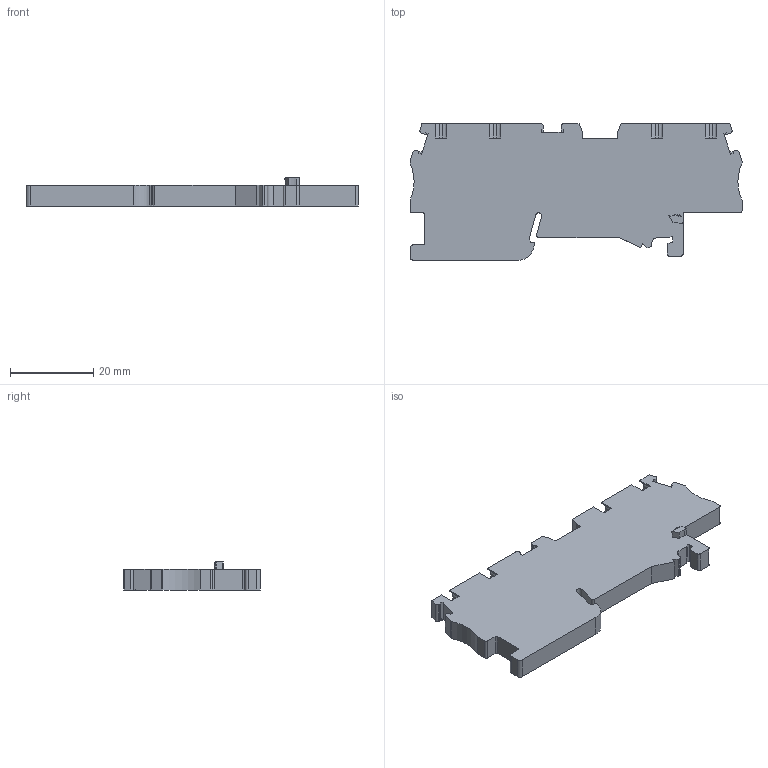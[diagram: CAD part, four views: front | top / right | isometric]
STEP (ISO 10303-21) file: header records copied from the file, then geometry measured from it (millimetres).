
FILE_DESCRIPTION(/* description */ ('Unknown'),/* implementation_level */ '2;1');
FILE_NAME(/* name */ 'DST2.5_2X2-NV',/* time_stamp */ '2025-03-17T11:52:04+05:00',/* author */ ('Unknown'),/* organization */ ('Unknown'),/* preprocessor_version */ 'ST-DEVELOPER v16.7',/* originating_system */ 'Solid Edge',/* authorisation */ 'Unknown');
FILE_SCHEMA (('AUTOMOTIVE_DESIGN {1 0 10303 214 3 1 1}'));
Length unit declared in the file: millimetre
Products named in the file (1): DST2.5_2X2-NV
Bounding box: 80 x 33 x 6.75 mm (x, y, z)
Volume: 10272.8 mm3; surface area: 6233.1 mm2
Topology: 1 solids, 1 shells, 177 faces, 541 edges, 370 vertices
Faces by surface type: plane 134, cylinder 30, cone 10, torus 3
Entity records: 7357 total; most frequent: CARTESIAN_POINT 1267, ORIENTED_EDGE 1082, DIRECTION 912, EDGE_CURVE 541, LINE 410, VECTOR 410, VERTEX_POINT 370, AXIS2_PLACEMENT_3D 251
